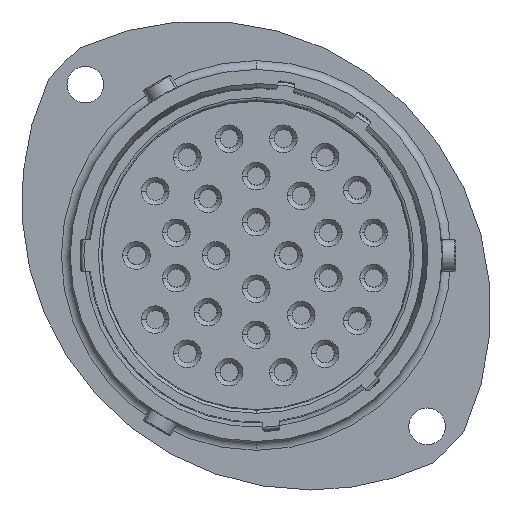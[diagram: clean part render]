
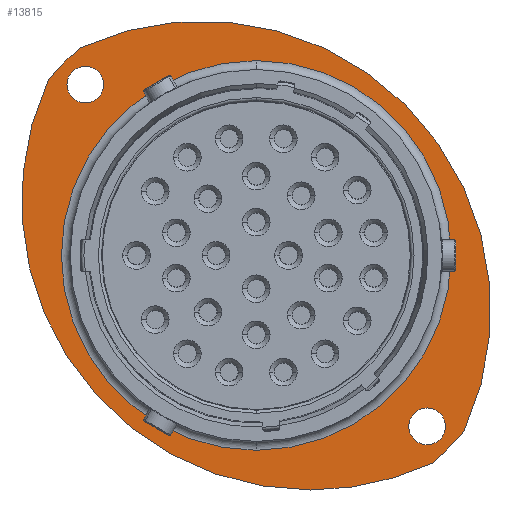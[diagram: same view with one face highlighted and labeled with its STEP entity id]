
A CAD part, left-side view. The second image highlights one B-rep face of the part: STEP entity #13815.
In plain terms, the highlighted planar face has unit normal (-1, 0, 0).
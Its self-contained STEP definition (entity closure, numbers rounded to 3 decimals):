
#49 = EDGE_CURVE ( 'NONE', #18750, #4612, #14322, .T. ) ;
#208 = CARTESIAN_POINT ( 'NONE',  ( -14.955, -12.367, -6.851 ) ) ;
#231 = ORIENTED_EDGE ( 'NONE', *, *, #20761, .T. ) ;
#416 = ORIENTED_EDGE ( 'NONE', *, *, #23951, .T. ) ;
#905 = VERTEX_POINT ( 'NONE', #12966 ) ;
#1596 = CIRCLE ( 'NONE', #42001, 29.5 ) ;
#1876 = FACE_BOUND ( 'NONE', #16753, .T. ) ;
#1909 = EDGE_CURVE ( 'NONE', #41825, #32085, #8113, .T. ) ;
#1926 = CIRCLE ( 'NONE', #36847, 1.875 ) ;
#2379 = CARTESIAN_POINT ( 'NONE',  ( -14.955, -12.367, -4.976 ) ) ;
#2666 = CARTESIAN_POINT ( 'NONE',  ( -14.955, 5.08, 12.472 ) ) ;
#2965 = DIRECTION ( 'NONE',  ( -1., 0., 0. ) ) ;
#4100 = DIRECTION ( 'NONE',  ( -1., 0., 0. ) ) ;
#4444 = DIRECTION ( 'NONE',  ( 1., 0., 0. ) ) ;
#4460 = DIRECTION ( 'NONE',  ( -1., 0., 0. ) ) ;
#4612 = VERTEX_POINT ( 'NONE', #17988 ) ;
#5777 = CIRCLE ( 'NONE', #23245, 27.8 ) ;
#6093 = DIRECTION ( 'NONE',  ( 0., 0., -1. ) ) ;
#6109 = EDGE_LOOP ( 'NONE', ( #46259, #416, #29231, #42717, #25196 ) ) ;
#6202 = CARTESIAN_POINT ( 'NONE',  ( -14.955, 22.528, 28.044 ) ) ;
#6368 = DIRECTION ( 'NONE',  ( 0., 0., 1. ) ) ;
#7757 = DIRECTION ( 'NONE',  ( -1., 0., 0. ) ) ;
#8112 = AXIS2_PLACEMENT_3D ( 'NONE', #26606, #4460, #30321 ) ;
#8113 = CIRCLE ( 'NONE', #45139, 27.8 ) ;
#9146 = EDGE_LOOP ( 'NONE', ( #17458, #231 ) ) ;
#9320 = AXIS2_PLACEMENT_3D ( 'NONE', #37289, #15148, #41025 ) ;
#9395 = CIRCLE ( 'NONE', #28961, 19.895 ) ;
#9805 = EDGE_CURVE ( 'NONE', #12783, #905, #1926, .T. ) ;
#10423 = EDGE_CURVE ( 'NONE', #26858, #45514, #15627, .T. ) ;
#11103 = CARTESIAN_POINT ( 'NONE',  ( -14.955, 26.284, 30.451 ) ) ;
#11565 = CARTESIAN_POINT ( 'NONE',  ( -14.955, 5.08, -7.423 ) ) ;
#12355 = ORIENTED_EDGE ( 'NONE', *, *, #14333, .F. ) ;
#12408 = DIRECTION ( 'NONE',  ( -1., 0., 0. ) ) ;
#12783 = VERTEX_POINT ( 'NONE', #208 ) ;
#12890 = VERTEX_POINT ( 'NONE', #44959 ) ;
#12966 = CARTESIAN_POINT ( 'NONE',  ( -14.955, -12.367, -3.101 ) ) ;
#13815 = ADVANCED_FACE ( 'NONE', ( #21543, #31373, #1876, #30222 ), #18699, .F. ) ;
#14098 = ORIENTED_EDGE ( 'NONE', *, *, #38574, .F. ) ;
#14322 = CIRCLE ( 'NONE', #9320, 19.895 ) ;
#14333 = EDGE_CURVE ( 'NONE', #21985, #40631, #42881, .T. ) ;
#15148 = DIRECTION ( 'NONE',  ( 1., 0., 0. ) ) ;
#15627 = CIRCLE ( 'NONE', #8112, 29.5 ) ;
#16753 = EDGE_LOOP ( 'NONE', ( #18453, #18604 ) ) ;
#17112 = CARTESIAN_POINT ( 'NONE',  ( -14.955, 22.528, 29.919 ) ) ;
#17458 = ORIENTED_EDGE ( 'NONE', *, *, #49, .T. ) ;
#17988 = CARTESIAN_POINT ( 'NONE',  ( -14.955, 5.08, 32.367 ) ) ;
#18375 = AXIS2_PLACEMENT_3D ( 'NONE', #26274, #20987, #46844 ) ;
#18453 = ORIENTED_EDGE ( 'NONE', *, *, #9805, .F. ) ;
#18604 = ORIENTED_EDGE ( 'NONE', *, *, #34240, .F. ) ;
#18699 = PLANE ( 'NONE',  #18375 ) ;
#18750 = VERTEX_POINT ( 'NONE', #11565 ) ;
#20761 = EDGE_CURVE ( 'NONE', #4612, #18750, #9395, .T. ) ;
#20824 = DIRECTION ( 'NONE',  ( 0., 0., -1. ) ) ;
#20987 = DIRECTION ( 'NONE',  ( 1., 0., 0. ) ) ;
#21359 = CARTESIAN_POINT ( 'NONE',  ( -14.955, -12.367, -4.976 ) ) ;
#21543 = FACE_BOUND ( 'NONE', #9146, .T. ) ;
#21985 = VERTEX_POINT ( 'NONE', #47087 ) ;
#22093 = AXIS2_PLACEMENT_3D ( 'NONE', #25125, #2965, #28849 ) ;
#22197 = AXIS2_PLACEMENT_3D ( 'NONE', #2379, #28255, #6093 ) ;
#22354 = CIRCLE ( 'NONE', #37851, 1.875 ) ;
#23245 = AXIS2_PLACEMENT_3D ( 'NONE', #26267, #4100, #29993 ) ;
#23951 = EDGE_CURVE ( 'NONE', #45514, #41825, #1596, .T. ) ;
#25061 = DIRECTION ( 'NONE',  ( 0., 0., -1. ) ) ;
#25125 = CARTESIAN_POINT ( 'NONE',  ( -14.955, 22.528, 29.919 ) ) ;
#25196 = ORIENTED_EDGE ( 'NONE', *, *, #47883, .T. ) ;
#26123 = EDGE_CURVE ( 'NONE', #32085, #12890, #32753, .T. ) ;
#26267 = CARTESIAN_POINT ( 'NONE',  ( -14.955, 5.08, 12.472 ) ) ;
#26274 = CARTESIAN_POINT ( 'NONE',  ( -14.955, 24.075, 12.472 ) ) ;
#26589 = CARTESIAN_POINT ( 'NONE',  ( -14.955, 5.08, 12.472 ) ) ;
#26606 = CARTESIAN_POINT ( 'NONE',  ( -14.955, -0.47, 18.022 ) ) ;
#26858 = VERTEX_POINT ( 'NONE', #11103 ) ;
#28209 = EDGE_LOOP ( 'NONE', ( #14098, #12355 ) ) ;
#28255 = DIRECTION ( 'NONE',  ( -1., 0., 0. ) ) ;
#28542 = DIRECTION ( 'NONE',  ( -1., 0., 0. ) ) ;
#28849 = DIRECTION ( 'NONE',  ( 0., 0., -1. ) ) ;
#28961 = AXIS2_PLACEMENT_3D ( 'NONE', #26589, #4444, #30300 ) ;
#29231 = ORIENTED_EDGE ( 'NONE', *, *, #1909, .T. ) ;
#29520 = CARTESIAN_POINT ( 'NONE',  ( -14.955, -12.899, -8.732 ) ) ;
#29922 = CARTESIAN_POINT ( 'NONE',  ( -14.955, -0.47, 18.022 ) ) ;
#29993 = DIRECTION ( 'NONE',  ( 0., 0., 1. ) ) ;
#30222 = FACE_OUTER_BOUND ( 'NONE', #6109, .T. ) ;
#30300 = DIRECTION ( 'NONE',  ( 0., 0., -1. ) ) ;
#30321 = DIRECTION ( 'NONE',  ( 0., 0., -1. ) ) ;
#31373 = FACE_BOUND ( 'NONE', #28209, .T. ) ;
#31475 = CARTESIAN_POINT ( 'NONE',  ( -14.955, -0.47, -11.478 ) ) ;
#32085 = VERTEX_POINT ( 'NONE', #42412 ) ;
#32753 = CIRCLE ( 'NONE', #35284, 29.5 ) ;
#33597 = DIRECTION ( 'NONE',  ( 0., 0., -1. ) ) ;
#34240 = EDGE_CURVE ( 'NONE', #905, #12783, #37483, .T. ) ;
#34544 = CARTESIAN_POINT ( 'NONE',  ( -14.955, 10.631, 6.921 ) ) ;
#35284 = AXIS2_PLACEMENT_3D ( 'NONE', #34544, #12408, #38252 ) ;
#36847 = AXIS2_PLACEMENT_3D ( 'NONE', #21359, #47238, #25061 ) ;
#37289 = CARTESIAN_POINT ( 'NONE',  ( -14.955, 5.08, 12.472 ) ) ;
#37483 = CIRCLE ( 'NONE', #22197, 1.875 ) ;
#37851 = AXIS2_PLACEMENT_3D ( 'NONE', #17112, #42973, #20824 ) ;
#38252 = DIRECTION ( 'NONE',  ( 0., 0., -1. ) ) ;
#38574 = EDGE_CURVE ( 'NONE', #40631, #21985, #22354, .T. ) ;
#40631 = VERTEX_POINT ( 'NONE', #6202 ) ;
#41025 = DIRECTION ( 'NONE',  ( 0., 0., -1. ) ) ;
#41825 = VERTEX_POINT ( 'NONE', #29520 ) ;
#42001 = AXIS2_PLACEMENT_3D ( 'NONE', #29922, #7757, #33597 ) ;
#42412 = CARTESIAN_POINT ( 'NONE',  ( -14.955, -16.123, -5.508 ) ) ;
#42717 = ORIENTED_EDGE ( 'NONE', *, *, #26123, .T. ) ;
#42881 = CIRCLE ( 'NONE', #22093, 1.875 ) ;
#42973 = DIRECTION ( 'NONE',  ( -1., 0., 0. ) ) ;
#44959 = CARTESIAN_POINT ( 'NONE',  ( -14.955, 23.06, 33.675 ) ) ;
#45139 = AXIS2_PLACEMENT_3D ( 'NONE', #2666, #28542, #6368 ) ;
#45514 = VERTEX_POINT ( 'NONE', #31475 ) ;
#46259 = ORIENTED_EDGE ( 'NONE', *, *, #10423, .T. ) ;
#46844 = DIRECTION ( 'NONE',  ( 0., 0., -1. ) ) ;
#47087 = CARTESIAN_POINT ( 'NONE',  ( -14.955, 22.528, 31.794 ) ) ;
#47238 = DIRECTION ( 'NONE',  ( -1., 0., 0. ) ) ;
#47883 = EDGE_CURVE ( 'NONE', #12890, #26858, #5777, .T. ) ;
